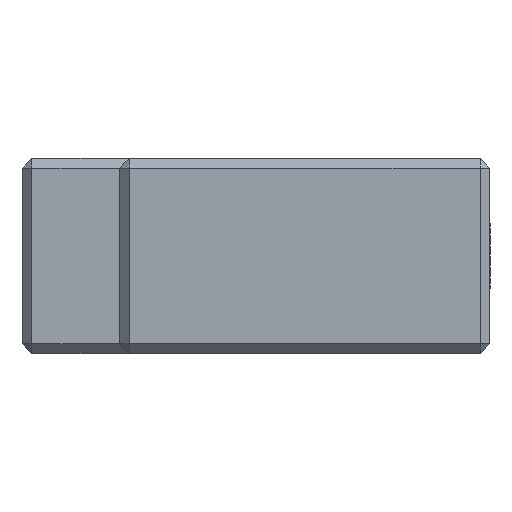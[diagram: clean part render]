
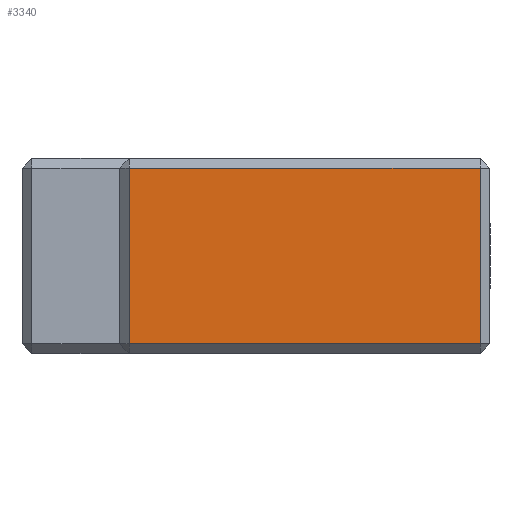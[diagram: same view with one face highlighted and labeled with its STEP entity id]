
A CAD part, left-side view. The second image highlights one B-rep face of the part: STEP entity #3340.
In plain terms, the highlighted planar face has unit normal (-1, 0, 0).
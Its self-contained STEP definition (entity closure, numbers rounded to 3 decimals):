
#306 = PLANE ( 'NONE',  #7782 ) ;
#560 = LINE ( 'NONE', #5327, #8822 ) ;
#670 = CARTESIAN_POINT ( 'NONE',  ( -25.22, 13.083, 8.5 ) ) ;
#827 = EDGE_CURVE ( 'NONE', #8038, #3701, #2835, .T. ) ;
#1126 = CARTESIAN_POINT ( 'NONE',  ( -25.22, 13.083, -9.5 ) ) ;
#1345 = EDGE_LOOP ( 'NONE', ( #4891, #10271, #5662, #6083 ) ) ;
#1374 = VERTEX_POINT ( 'NONE', #1126 ) ;
#1505 = VERTEX_POINT ( 'NONE', #4542 ) ;
#2749 = DIRECTION ( 'NONE',  ( 0., 1., 0. ) ) ;
#2768 = VECTOR ( 'NONE', #8974, 1000. ) ;
#2835 = LINE ( 'NONE', #3127, #2768 ) ;
#2954 = DIRECTION ( 'NONE',  ( 0., 1., 0. ) ) ;
#3127 = CARTESIAN_POINT ( 'NONE',  ( -25.22, 31.083, 8.5 ) ) ;
#3340 = ADVANCED_FACE ( 'NONE', ( #5226 ), #306, .F. ) ;
#3395 = CARTESIAN_POINT ( 'NONE',  ( -25.22, 49.083, 8.5 ) ) ;
#3650 = DIRECTION ( 'NONE',  ( 0., 0., -1. ) ) ;
#3701 = VERTEX_POINT ( 'NONE', #670 ) ;
#4040 = LINE ( 'NONE', #10148, #8045 ) ;
#4320 = CARTESIAN_POINT ( 'NONE',  ( -25.22, 13.083, -9.5 ) ) ;
#4435 = EDGE_CURVE ( 'NONE', #1505, #8038, #560, .T. ) ;
#4542 = CARTESIAN_POINT ( 'NONE',  ( -25.22, 49.083, -9.5 ) ) ;
#4891 = ORIENTED_EDGE ( 'NONE', *, *, #7749, .F. ) ;
#5226 = FACE_OUTER_BOUND ( 'NONE', #1345, .T. ) ;
#5327 = CARTESIAN_POINT ( 'NONE',  ( -25.22, 49.083, -0.5 ) ) ;
#5662 = ORIENTED_EDGE ( 'NONE', *, *, #4435, .F. ) ;
#6083 = ORIENTED_EDGE ( 'NONE', *, *, #6592, .F. ) ;
#6592 = EDGE_CURVE ( 'NONE', #1374, #1505, #4040, .T. ) ;
#7159 = VECTOR ( 'NONE', #3650, 1000. ) ;
#7408 = LINE ( 'NONE', #7655, #7159 ) ;
#7531 = DIRECTION ( 'NONE',  ( 1., 0., 0. ) ) ;
#7655 = CARTESIAN_POINT ( 'NONE',  ( -25.22, 13.083, -0.5 ) ) ;
#7749 = EDGE_CURVE ( 'NONE', #3701, #1374, #7408, .T. ) ;
#7782 = AXIS2_PLACEMENT_3D ( 'NONE', #4320, #7531, #2749 ) ;
#8038 = VERTEX_POINT ( 'NONE', #3395 ) ;
#8045 = VECTOR ( 'NONE', #2954, 1000. ) ;
#8531 = DIRECTION ( 'NONE',  ( 0., 0., 1. ) ) ;
#8822 = VECTOR ( 'NONE', #8531, 1000. ) ;
#8974 = DIRECTION ( 'NONE',  ( 0., -1., 0. ) ) ;
#10148 = CARTESIAN_POINT ( 'NONE',  ( -25.22, 31.083, -9.5 ) ) ;
#10271 = ORIENTED_EDGE ( 'NONE', *, *, #827, .F. ) ;
